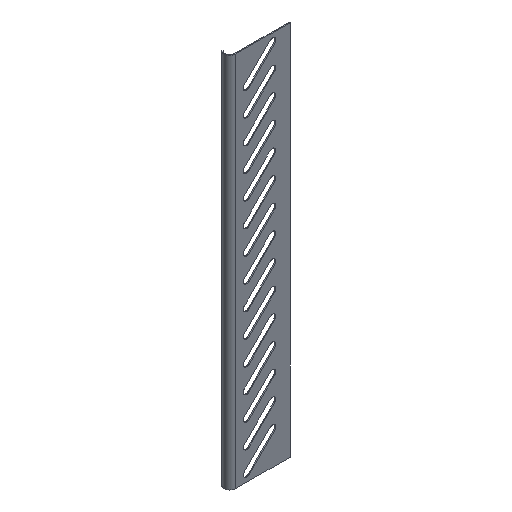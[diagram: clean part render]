
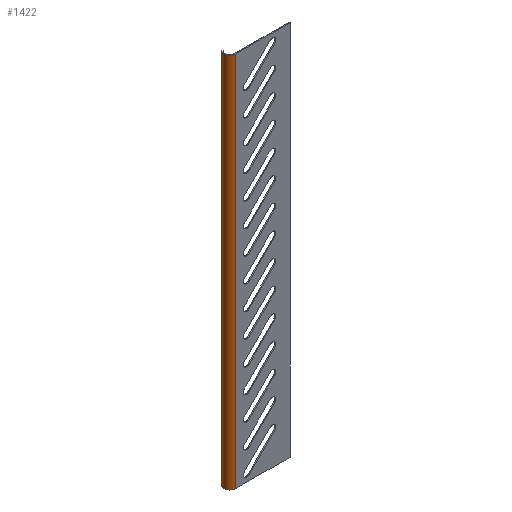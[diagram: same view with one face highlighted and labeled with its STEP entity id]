
A CAD part, isometric view. The second image highlights one B-rep face of the part: STEP entity #1422.
In plain terms, the highlighted cylindrical face has radius 6 mm (diameter 12 mm), a partial arc.
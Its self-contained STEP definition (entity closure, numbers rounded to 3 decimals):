
#296=CARTESIAN_POINT('',(-57.,6.,-21.5));
#297=DIRECTION('',(0.,0.,-1.));
#298=DIRECTION('',(0.,-1.,0.));
#299=AXIS2_PLACEMENT_3D('',#296,#297,#298);
#301=DIRECTION('',(0.,0.,1.));
#302=VECTOR('',#301,393.);
#303=CARTESIAN_POINT('',(-61.243,10.243,-21.5));
#304=LINE('',#303,#302);
#305=CARTESIAN_POINT('',(-57.,6.,371.5));
#306=DIRECTION('',(0.,0.,1.));
#307=DIRECTION('',(-0.707,0.707,0.));
#308=AXIS2_PLACEMENT_3D('',#305,#306,#307);
#310=DIRECTION('',(0.,0.,-1.));
#311=VECTOR('',#310,393.);
#312=CARTESIAN_POINT('',(-57.,0.,371.5));
#313=LINE('',#312,#311);
#927=CARTESIAN_POINT('',(-57.,0.,-21.5));
#929=VERTEX_POINT('',#927);
#932=CARTESIAN_POINT('',(-61.243,10.243,-21.5));
#934=VERTEX_POINT('',#932);
#968=CARTESIAN_POINT('',(-57.,0.,371.5));
#970=VERTEX_POINT('',#968);
#975=CARTESIAN_POINT('',(-61.243,10.243,371.5));
#977=VERTEX_POINT('',#975);
#1409=CARTESIAN_POINT('',(-57.,6.,21.5));
#1410=DIRECTION('',(0.,0.,-1.));
#1411=DIRECTION('',(-1.,0.,0.));
#1412=AXIS2_PLACEMENT_3D('',#1409,#1410,#1411);
#1413=CYLINDRICAL_SURFACE('',#1412,6.);
#1414=ORIENTED_EDGE('',*,*,#1222,.T.);
#1416=ORIENTED_EDGE('',*,*,#1415,.T.);
#1418=ORIENTED_EDGE('',*,*,#1417,.T.);
#1419=ORIENTED_EDGE('',*,*,#1248,.T.);
#1420=EDGE_LOOP('',(#1414,#1416,#1418,#1419));
#1421=FACE_OUTER_BOUND('',#1420,.F.);
#1422=ADVANCED_FACE('',(#1421),#1413,.T.);
#300=CIRCLE('',#299,6.);
#309=CIRCLE('',#308,6.);
#1222=EDGE_CURVE('',#929,#934,#300,.T.);
#1248=EDGE_CURVE('',#970,#929,#313,.T.);
#1415=EDGE_CURVE('',#934,#977,#304,.T.);
#1417=EDGE_CURVE('',#977,#970,#309,.T.);
